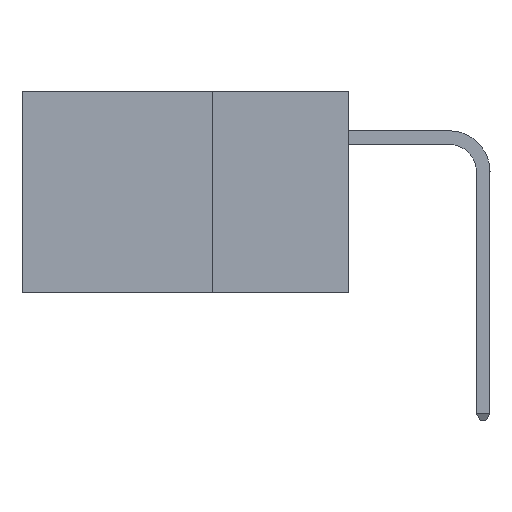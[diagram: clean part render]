
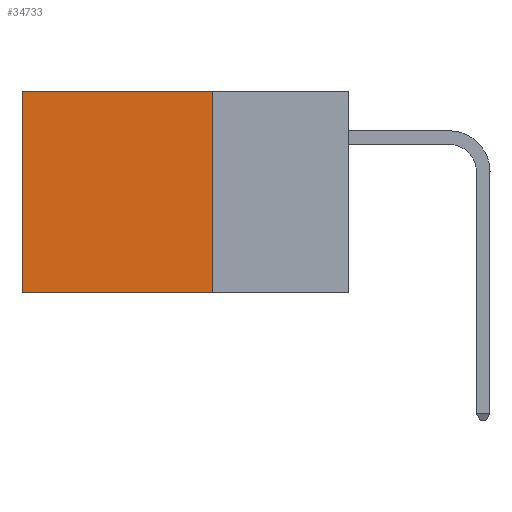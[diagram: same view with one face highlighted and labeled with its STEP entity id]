
A CAD part, left-side view. The second image highlights one B-rep face of the part: STEP entity #34733.
In plain terms, the highlighted planar face has unit normal (-1, 0, 0).
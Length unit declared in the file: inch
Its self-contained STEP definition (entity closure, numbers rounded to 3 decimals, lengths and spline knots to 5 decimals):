
#4554 = DIRECTION ( 'NONE',  ( 0., 1., 0. ) ) ;
#6663 = VECTOR ( 'NONE', #44527, 39.37008 ) ;
#6830 = CARTESIAN_POINT ( 'NONE',  ( 0.2875, 0.25, 0. ) ) ;
#8320 = VECTOR ( 'NONE', #27849, 39.37008 ) ;
#8465 = ORIENTED_EDGE ( 'NONE', *, *, #23303, .F. ) ;
#8611 = VECTOR ( 'NONE', #25625, 39.37008 ) ;
#9792 = LINE ( 'NONE', #21812, #8611 ) ;
#10064 = CARTESIAN_POINT ( 'NONE',  ( 0.2875, 0.6, 0. ) ) ;
#17802 = EDGE_CURVE ( 'NONE', #41815, #28751, #39707, .T. ) ;
#19665 = CARTESIAN_POINT ( 'NONE',  ( 0.2875, 0.25, 0. ) ) ;
#21812 = CARTESIAN_POINT ( 'NONE',  ( 0.2875, 0.6, 0. ) ) ;
#23303 = EDGE_CURVE ( 'NONE', #41815, #48668, #24490, .T. ) ;
#23463 = DIRECTION ( 'NONE',  ( 0., 0., -1. ) ) ;
#23736 = FACE_OUTER_BOUND ( 'NONE', #31730, .T. ) ;
#24490 = LINE ( 'NONE', #6830, #6663 ) ;
#25135 = EDGE_CURVE ( 'NONE', #28751, #29451, #9792, .T. ) ;
#25625 = DIRECTION ( 'NONE',  ( 0., 0., -1. ) ) ;
#27109 = PLANE ( 'NONE',  #47148 ) ;
#27849 = DIRECTION ( 'NONE',  ( 0., 1., 0. ) ) ;
#27931 = LINE ( 'NONE', #30897, #46748 ) ;
#27945 = EDGE_CURVE ( 'NONE', #48668, #29451, #27931, .T. ) ;
#28751 = VERTEX_POINT ( 'NONE', #10064 ) ;
#29451 = VERTEX_POINT ( 'NONE', #32740 ) ;
#30545 = ORIENTED_EDGE ( 'NONE', *, *, #25135, .T. ) ;
#30897 = CARTESIAN_POINT ( 'NONE',  ( 0.2875, 0.25, -0.37 ) ) ;
#31730 = EDGE_LOOP ( 'NONE', ( #30545, #33907, #8465, #47588 ) ) ;
#32740 = CARTESIAN_POINT ( 'NONE',  ( 0.2875, 0.6, -0.37 ) ) ;
#33475 = CARTESIAN_POINT ( 'NONE',  ( 0.2875, 0.25, 0. ) ) ;
#33907 = ORIENTED_EDGE ( 'NONE', *, *, #27945, .F. ) ;
#34733 = ADVANCED_FACE ( 'NONE', ( #23736 ), #27109, .F. ) ;
#35224 = CARTESIAN_POINT ( 'NONE',  ( 0.2875, 0.25, 0. ) ) ;
#36594 = CARTESIAN_POINT ( 'NONE',  ( 0.2875, 0.25, -0.37 ) ) ;
#39707 = LINE ( 'NONE', #35224, #8320 ) ;
#41815 = VERTEX_POINT ( 'NONE', #33475 ) ;
#44527 = DIRECTION ( 'NONE',  ( 0., 0., -1. ) ) ;
#46016 = DIRECTION ( 'NONE',  ( 1., 0., 0. ) ) ;
#46748 = VECTOR ( 'NONE', #4554, 39.37008 ) ;
#47148 = AXIS2_PLACEMENT_3D ( 'NONE', #19665, #46016, #23463 ) ;
#47588 = ORIENTED_EDGE ( 'NONE', *, *, #17802, .T. ) ;
#48668 = VERTEX_POINT ( 'NONE', #36594 ) ;
